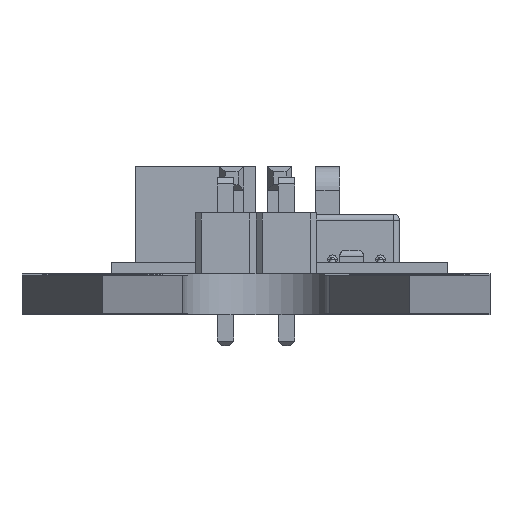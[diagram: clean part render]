
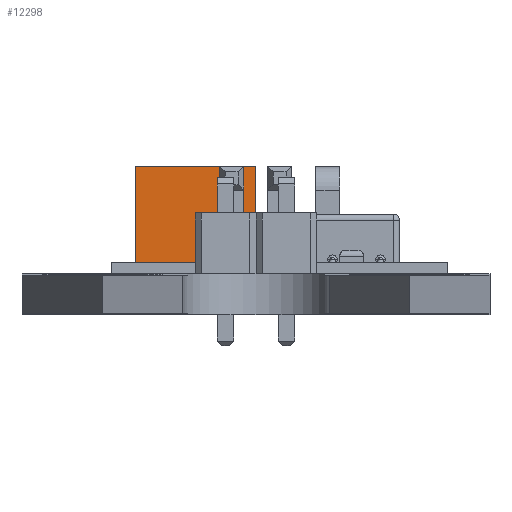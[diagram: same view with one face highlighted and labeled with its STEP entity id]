
A CAD part, front view. The second image highlights one B-rep face of the part: STEP entity #12298.
In plain terms, the highlighted face is planar.
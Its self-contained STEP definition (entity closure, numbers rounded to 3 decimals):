
#1143=FACE_OUTER_BOUND('',#1882,.T.);
#1882=EDGE_LOOP('',(#10008,#10009,#10010,#10011));
#3011=LINE('',#19382,#4329);
#3124=LINE('',#19689,#4442);
#3126=LINE('',#19693,#4444);
#3127=LINE('',#19694,#4445);
#4329=VECTOR('',#15735,1000.);
#4442=VECTOR('',#15968,1000.);
#4444=VECTOR('',#15972,1000.);
#4445=VECTOR('',#15973,1000.);
#5540=VERTEX_POINT('',#19379);
#5541=VERTEX_POINT('',#19381);
#5675=VERTEX_POINT('',#19688);
#5676=VERTEX_POINT('',#19692);
#7007=EDGE_CURVE('',#5541,#5540,#3011,.T.);
#7164=EDGE_CURVE('',#5675,#5541,#3124,.T.);
#7166=EDGE_CURVE('',#5676,#5540,#3126,.T.);
#7167=EDGE_CURVE('',#5675,#5676,#3127,.T.);
#10008=ORIENTED_EDGE('',*,*,#7007,.T.);
#10009=ORIENTED_EDGE('',*,*,#7166,.F.);
#10010=ORIENTED_EDGE('',*,*,#7167,.F.);
#10011=ORIENTED_EDGE('',*,*,#7164,.T.);
#11468=PLANE('',#13267);
#12298=ADVANCED_FACE('',(#1143),#11468,.F.);
#13267=AXIS2_PLACEMENT_3D('',#19691,#15970,#15971);
#15735=DIRECTION('',(0.,0.,-1.));
#15968=DIRECTION('',(0.,-1.,0.));
#15970=DIRECTION('center_axis',(-1.,0.,0.));
#15971=DIRECTION('ref_axis',(0.,0.,1.));
#15972=DIRECTION('',(0.,-1.,0.));
#15973=DIRECTION('',(0.,0.,-1.));
#19379=CARTESIAN_POINT('',(22.,1.,-6.));
#19381=CARTESIAN_POINT('',(22.,1.,-1.));
#19382=CARTESIAN_POINT('',(22.,1.,-6.));
#19688=CARTESIAN_POINT('',(22.,5.,-1.));
#19689=CARTESIAN_POINT('',(22.,5.,-1.));
#19691=CARTESIAN_POINT('Origin',(22.,5.,-6.));
#19692=CARTESIAN_POINT('',(22.,5.,-6.));
#19693=CARTESIAN_POINT('',(22.,5.,-6.));
#19694=CARTESIAN_POINT('',(22.,5.,-6.));
